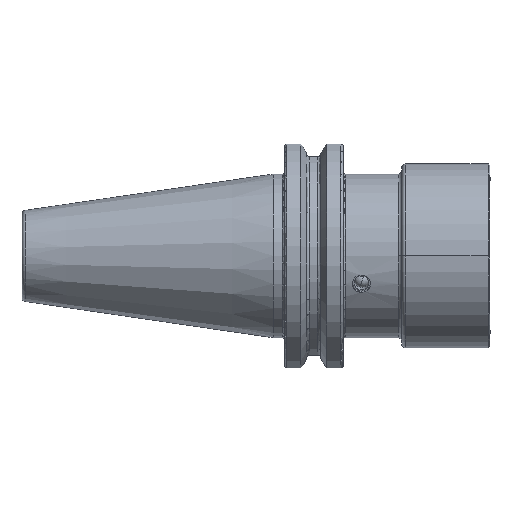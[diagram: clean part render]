
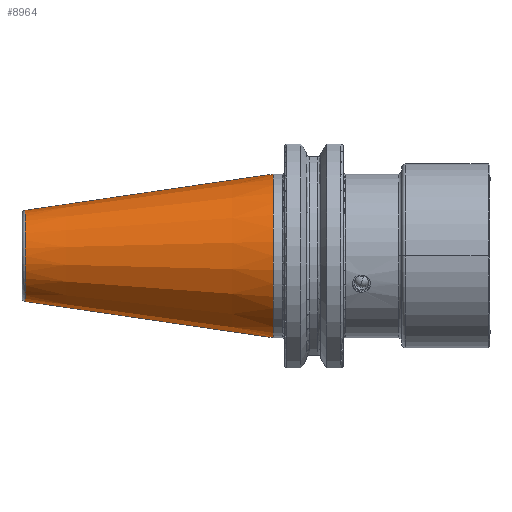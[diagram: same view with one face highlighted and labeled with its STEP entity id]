
A CAD part, front view. The second image highlights one B-rep face of the part: STEP entity #8964.
In plain terms, the highlighted conical face has half-angle 8.297 degrees and reference radius 22.225 mm.
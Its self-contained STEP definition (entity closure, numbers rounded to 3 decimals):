
#276 = CIRCLE ( 'NONE', #5976, 12.397 ) ;
#548 = DIRECTION ( 'NONE',  ( 0., 0., 1. ) ) ;
#1125 = VECTOR ( 'NONE', #3086, 1000. ) ;
#1366 = VERTEX_POINT ( 'NONE', #4590 ) ;
#1466 = FACE_OUTER_BOUND ( 'NONE', #1774, .T. ) ;
#1774 = EDGE_LOOP ( 'NONE', ( #3297, #9039, #9601, #4909 ) ) ;
#2012 = DIRECTION ( 'NONE',  ( -1., 0., 0. ) ) ;
#2093 = DIRECTION ( 'NONE',  ( -1., 0., 0. ) ) ;
#2261 = EDGE_CURVE ( 'NONE', #9682, #7887, #7120, .T. ) ;
#2573 = CARTESIAN_POINT ( 'NONE',  ( 0., 0., -22.225 ) ) ;
#3086 = DIRECTION ( 'NONE',  ( 0.99, 0., 0.144 ) ) ;
#3297 = ORIENTED_EDGE ( 'NONE', *, *, #6630, .F. ) ;
#3395 = DIRECTION ( 'NONE',  ( 0., 0., 1. ) ) ;
#3763 = CARTESIAN_POINT ( 'NONE',  ( -67.394, 0., -12.397 ) ) ;
#4590 = CARTESIAN_POINT ( 'NONE',  ( -67.394, 0., 12.397 ) ) ;
#4909 = ORIENTED_EDGE ( 'NONE', *, *, #2261, .T. ) ;
#5081 = CARTESIAN_POINT ( 'NONE',  ( 0., 0., -22.225 ) ) ;
#5201 = EDGE_CURVE ( 'NONE', #6018, #9682, #9691, .T. ) ;
#5210 = EDGE_CURVE ( 'NONE', #6018, #1366, #276, .T. ) ;
#5284 = LINE ( 'NONE', #6238, #1125 ) ;
#5560 = AXIS2_PLACEMENT_3D ( 'NONE', #6046, #5953, #9863 ) ;
#5792 = CARTESIAN_POINT ( 'NONE',  ( 0., 0., 22.225 ) ) ;
#5953 = DIRECTION ( 'NONE',  ( 1., 0., 0. ) ) ;
#5976 = AXIS2_PLACEMENT_3D ( 'NONE', #9639, #2012, #3395 ) ;
#6018 = VERTEX_POINT ( 'NONE', #3763 ) ;
#6046 = CARTESIAN_POINT ( 'NONE',  ( 0., 0., 0. ) ) ;
#6238 = CARTESIAN_POINT ( 'NONE',  ( 0., 0., 22.225 ) ) ;
#6630 = EDGE_CURVE ( 'NONE', #1366, #7887, #5284, .T. ) ;
#7120 = CIRCLE ( 'NONE', #8924, 22.225 ) ;
#7829 = CONICAL_SURFACE ( 'NONE', #5560, 22.225, 0.145 ) ;
#7887 = VERTEX_POINT ( 'NONE', #5792 ) ;
#7950 = VECTOR ( 'NONE', #9009, 1000. ) ;
#8924 = AXIS2_PLACEMENT_3D ( 'NONE', #9864, #2093, #548 ) ;
#8964 = ADVANCED_FACE ( 'NONE', ( #1466 ), #7829, .T. ) ;
#9009 = DIRECTION ( 'NONE',  ( 0.99, 0., -0.144 ) ) ;
#9039 = ORIENTED_EDGE ( 'NONE', *, *, #5210, .F. ) ;
#9601 = ORIENTED_EDGE ( 'NONE', *, *, #5201, .T. ) ;
#9639 = CARTESIAN_POINT ( 'NONE',  ( -67.394, 0., 0. ) ) ;
#9682 = VERTEX_POINT ( 'NONE', #2573 ) ;
#9691 = LINE ( 'NONE', #5081, #7950 ) ;
#9863 = DIRECTION ( 'NONE',  ( 0., 0., -1. ) ) ;
#9864 = CARTESIAN_POINT ( 'NONE',  ( 0., 0., 0. ) ) ;
